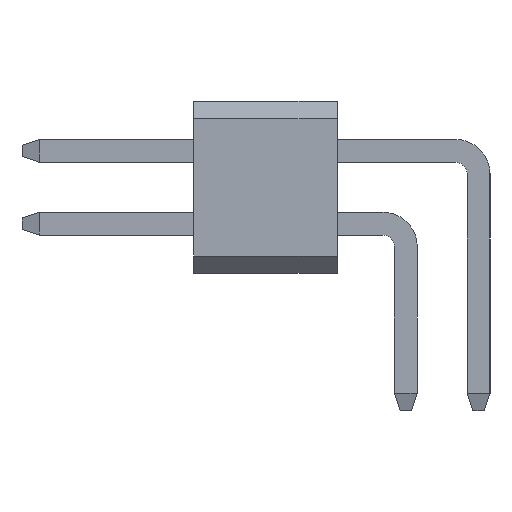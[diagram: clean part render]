
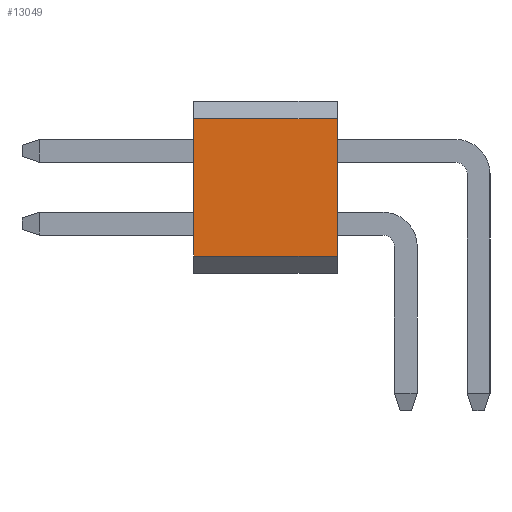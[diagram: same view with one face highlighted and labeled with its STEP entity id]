
A CAD part, left-side view. The second image highlights one B-rep face of the part: STEP entity #13049.
In plain terms, the highlighted planar face has unit normal (-1, 0, 0).
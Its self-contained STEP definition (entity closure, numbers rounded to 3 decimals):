
#10476=CARTESIAN_POINT('',(-0.635,0.,1.2));
#10477=VERTEX_POINT('',#10476);
#10484=CARTESIAN_POINT('',(-0.635,0.,-1.2));
#10485=VERTEX_POINT('',#10484);
#10486=CARTESIAN_POINT('',(-0.635,0.,1.2));
#10487=DIRECTION('',(0.,0.,-1.));
#10488=VECTOR('',#10487,2.4);
#10489=LINE('',#10486,#10488);
#10490=EDGE_CURVE('',#10477,#10485,#10489,.T.);
#11657=CARTESIAN_POINT('',(-0.635,2.5,-1.2));
#11658=VERTEX_POINT('',#11657);
#11665=CARTESIAN_POINT('',(-0.635,2.5,1.2));
#11666=VERTEX_POINT('',#11665);
#11667=CARTESIAN_POINT('',(-0.635,2.5,-1.2));
#11668=DIRECTION('',(0.,0.,1.));
#11669=VECTOR('',#11668,2.4);
#11670=LINE('',#11667,#11669);
#11671=EDGE_CURVE('',#11658,#11666,#11670,.T.);
#13021=CARTESIAN_POINT('',(-0.635,2.5,1.2));
#13022=DIRECTION('',(0.,-1.,0.));
#13023=VECTOR('',#13022,2.5);
#13024=LINE('',#13021,#13023);
#13025=EDGE_CURVE('',#11666,#10477,#13024,.T.);
#13033=CARTESIAN_POINT('',(-0.635,0.,-1.5));
#13034=DIRECTION('',(0.,0.,1.));
#13035=DIRECTION('',(-1.,0.,0.));
#13036=AXIS2_PLACEMENT_3D('',#13033,#13035,#13034);
#13037=PLANE('',#13036);
#13038=ORIENTED_EDGE('',*,*,#10490,.F.);
#13039=ORIENTED_EDGE('',*,*,#13025,.F.);
#13040=ORIENTED_EDGE('',*,*,#11671,.F.);
#13041=CARTESIAN_POINT('',(-0.635,2.5,-1.2));
#13042=DIRECTION('',(0.,-1.,0.));
#13043=VECTOR('',#13042,2.5);
#13044=LINE('',#13041,#13043);
#13045=EDGE_CURVE('',#11658,#10485,#13044,.T.);
#13046=ORIENTED_EDGE('',*,*,#13045,.T.);
#13047=EDGE_LOOP('',(#13038,#13039,#13040,#13046));
#13048=FACE_OUTER_BOUND('',#13047,.T.);
#13049=ADVANCED_FACE('',(#13048),#13037,.T.);
